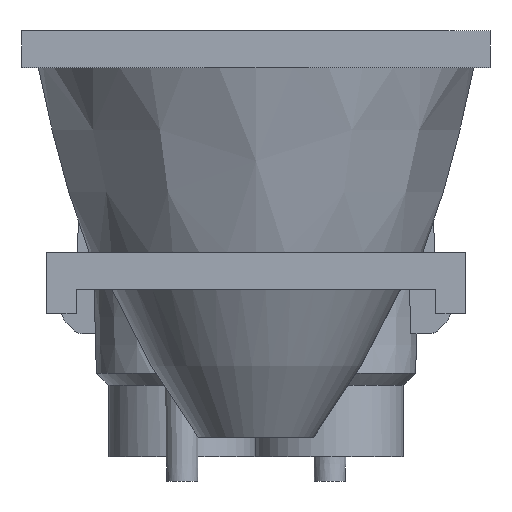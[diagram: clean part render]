
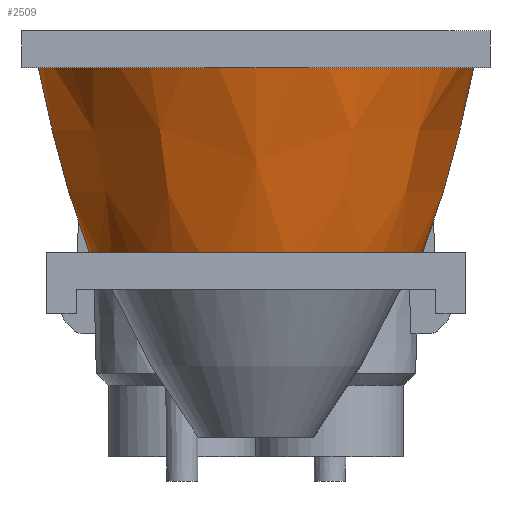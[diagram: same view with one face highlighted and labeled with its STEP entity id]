
A CAD part, front view. The second image highlights one B-rep face of the part: STEP entity #2509.
In plain terms, the highlighted free-form (B-spline) face has degree [3, 3] with [4, 7] control points.
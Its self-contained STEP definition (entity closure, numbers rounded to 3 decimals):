
#2509=ADVANCED_FACE('',(#2759,#2760),#2692,.T.);
#2692=(
BOUNDED_SURFACE()
B_SPLINE_SURFACE(3,3,((#9160,#9161,#9162,#9163,#9164,#9165,#9166),(#9167,
#9168,#9169,#9170,#9171,#9172,#9173),(#9174,#9175,#9176,#9177,#9178,#9179,
#9180),(#9181,#9182,#9183,#9184,#9185,#9186,#9187)),.UNSPECIFIED.,.F.,.T.,
 .F.)
B_SPLINE_SURFACE_WITH_KNOTS((4,4),(1,3,3,3,1),(0.,1.),(-0.5,0.,0.5,1.,1.5),
 .UNSPECIFIED.)
GEOMETRIC_REPRESENTATION_ITEM()
RATIONAL_B_SPLINE_SURFACE(((1.,0.333,0.333,1.,0.333,
0.333,1.),(1.,0.333,0.333,1.,0.333,
0.333,1.),(1.,0.333,0.333,1.,0.333,
0.333,1.),(1.,0.333,0.333,1.,0.333,
0.333,1.)))
REPRESENTATION_ITEM('')
SURFACE()
);
#2704=B_SPLINE_CURVE_WITH_KNOTS('',3,(#9149,#9150,#9151,#9152),
 .UNSPECIFIED.,.F.,.F.,(4,4),(0.,1.),.UNSPECIFIED.);
#2705=B_SPLINE_CURVE_WITH_KNOTS('',3,(#9154,#9155,#9156,#9157),
 .UNSPECIFIED.,.F.,.F.,(4,4),(0.,1.),.UNSPECIFIED.);
#2759=FACE_BOUND('',#4427,.T.);
#2760=FACE_BOUND('',#4428,.T.);
#4427=EDGE_LOOP('',(#4730,#4731,#4732));
#4428=EDGE_LOOP('',(#4733));
#4730=ORIENTED_EDGE('',*,*,#7380,.F.);
#4731=ORIENTED_EDGE('',*,*,#7364,.T.);
#4732=ORIENTED_EDGE('',*,*,#7381,.F.);
#4733=ORIENTED_EDGE('',*,*,#7382,.F.);
#5548=VERTEX_POINT('',#9078);
#5549=VERTEX_POINT('',#9080);
#5562=VERTEX_POINT('',#9153);
#5563=VERTEX_POINT('',#9159);
#7364=EDGE_CURVE('',#5549,#5548,#7767,.T.);
#7380=EDGE_CURVE('',#5549,#5562,#2704,.T.);
#7381=EDGE_CURVE('',#5562,#5548,#2705,.T.);
#7382=EDGE_CURVE('',#5563,#5563,#7772,.T.);
#7767=CIRCLE('',#7872,8.851);
#7772=CIRCLE('',#7878,6.772);
#7872=AXIS2_PLACEMENT_3D('',#9079,#8178,#8179);
#7878=AXIS2_PLACEMENT_3D('',#9158,#8197,#8198);
#8178=DIRECTION('',(0.,0.,-1.));
#8179=DIRECTION('',(0.,-1.,0.));
#8197=DIRECTION('',(0.,0.,-1.));
#8198=DIRECTION('',(0.,-1.,0.));
#9078=CARTESIAN_POINT('',(5.999,-38.492,15.));
#9079=CARTESIAN_POINT('',(0.,-45.,15.));
#9080=CARTESIAN_POINT('',(6.079,-38.566,15.));
#9149=CARTESIAN_POINT('',(6.079,-38.566,15.));
#9150=CARTESIAN_POINT('',(6.054,-38.562,14.933));
#9151=CARTESIAN_POINT('',(6.029,-38.559,14.866));
#9152=CARTESIAN_POINT('',(6.004,-38.555,14.799));
#9153=CARTESIAN_POINT('',(6.004,-38.555,14.799));
#9154=CARTESIAN_POINT('',(6.004,-38.555,14.799));
#9155=CARTESIAN_POINT('',(6.003,-38.534,14.866));
#9156=CARTESIAN_POINT('',(6.001,-38.513,14.933));
#9157=CARTESIAN_POINT('',(5.999,-38.492,15.));
#9158=CARTESIAN_POINT('',(0.,-45.,7.5));
#9159=CARTESIAN_POINT('',(0.,-51.772,7.5));
#9160=CARTESIAN_POINT('',(-6.772,-45.,7.5));
#9161=CARTESIAN_POINT('',(-6.772,-31.456,7.5));
#9162=CARTESIAN_POINT('',(6.772,-31.456,7.5));
#9163=CARTESIAN_POINT('',(6.772,-45.,7.5));
#9164=CARTESIAN_POINT('',(6.772,-58.544,7.5));
#9165=CARTESIAN_POINT('',(-6.772,-58.544,7.5));
#9166=CARTESIAN_POINT('',(-6.772,-45.,7.5));
#9167=CARTESIAN_POINT('',(-7.714,-45.,9.926));
#9168=CARTESIAN_POINT('',(-7.714,-29.572,9.926));
#9169=CARTESIAN_POINT('',(7.714,-29.572,9.926));
#9170=CARTESIAN_POINT('',(7.714,-45.,9.926));
#9171=CARTESIAN_POINT('',(7.714,-60.428,9.926));
#9172=CARTESIAN_POINT('',(-7.714,-60.428,9.926));
#9173=CARTESIAN_POINT('',(-7.714,-45.,9.926));
#9174=CARTESIAN_POINT('',(-8.305,-45.,12.457));
#9175=CARTESIAN_POINT('',(-8.305,-28.389,12.457));
#9176=CARTESIAN_POINT('',(8.305,-28.389,12.457));
#9177=CARTESIAN_POINT('',(8.305,-45.,12.457));
#9178=CARTESIAN_POINT('',(8.305,-61.611,12.457));
#9179=CARTESIAN_POINT('',(-8.305,-61.611,12.457));
#9180=CARTESIAN_POINT('',(-8.305,-45.,12.457));
#9181=CARTESIAN_POINT('',(-8.851,-45.,15.));
#9182=CARTESIAN_POINT('',(-8.851,-27.297,15.));
#9183=CARTESIAN_POINT('',(8.851,-27.297,15.));
#9184=CARTESIAN_POINT('',(8.851,-45.,15.));
#9185=CARTESIAN_POINT('',(8.851,-62.703,15.));
#9186=CARTESIAN_POINT('',(-8.851,-62.703,15.));
#9187=CARTESIAN_POINT('',(-8.851,-45.,15.));
